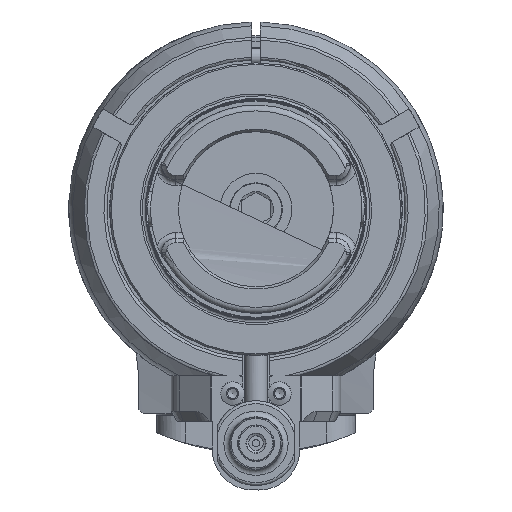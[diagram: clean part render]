
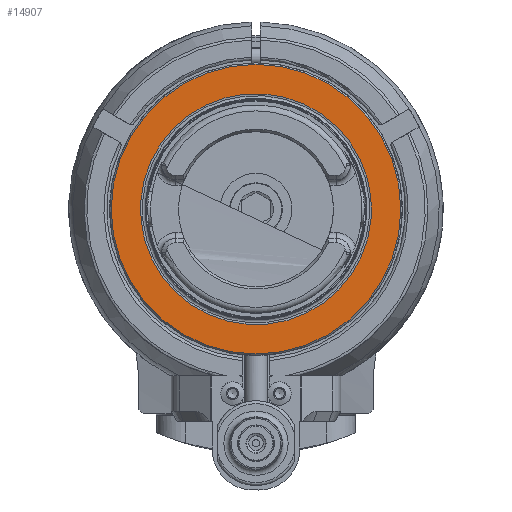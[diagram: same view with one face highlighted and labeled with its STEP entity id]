
A CAD part, left-side view. The second image highlights one B-rep face of the part: STEP entity #14907.
In plain terms, the highlighted face is planar.
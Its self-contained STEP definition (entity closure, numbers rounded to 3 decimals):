
#3187=FACE_BOUND('',#4879,.T.);
#3425=PLANE('',#16167);
#3988=FACE_OUTER_BOUND('',#4878,.T.);
#4878=EDGE_LOOP('',(#11662));
#4879=EDGE_LOOP('',(#11663));
#5845=CIRCLE('',#16166,39.485);
#5846=CIRCLE('',#16168,49.5);
#6793=VERTEX_POINT('',#26673);
#6794=VERTEX_POINT('',#26677);
#8632=EDGE_CURVE('',#6793,#6793,#5845,.T.);
#8633=EDGE_CURVE('',#6794,#6794,#5846,.T.);
#11662=ORIENTED_EDGE('',*,*,#8633,.T.);
#11663=ORIENTED_EDGE('',*,*,#8632,.T.);
#14907=ADVANCED_FACE('',(#3988,#3187),#3425,.F.);
#16166=AXIS2_PLACEMENT_3D('',#26675,#18797,#18798);
#16167=AXIS2_PLACEMENT_3D('',#26676,#18799,#18800);
#16168=AXIS2_PLACEMENT_3D('',#26678,#18801,#18802);
#18797=DIRECTION('center_axis',(0.,-1.,0.));
#18798=DIRECTION('ref_axis',(0.432,0.,0.902));
#18799=DIRECTION('center_axis',(0.,-1.,0.));
#18800=DIRECTION('ref_axis',(-1.,0.,0.));
#18801=DIRECTION('center_axis',(0.,1.,0.));
#18802=DIRECTION('ref_axis',(1.,0.,0.));
#26673=CARTESIAN_POINT('',(-17.047,86.,-35.615));
#26675=CARTESIAN_POINT('Origin',(0.,86.,0.));
#26676=CARTESIAN_POINT('Origin',(-43.9,86.,0.));
#26677=CARTESIAN_POINT('',(49.5,86.,0.));
#26678=CARTESIAN_POINT('Origin',(0.,86.,0.));
